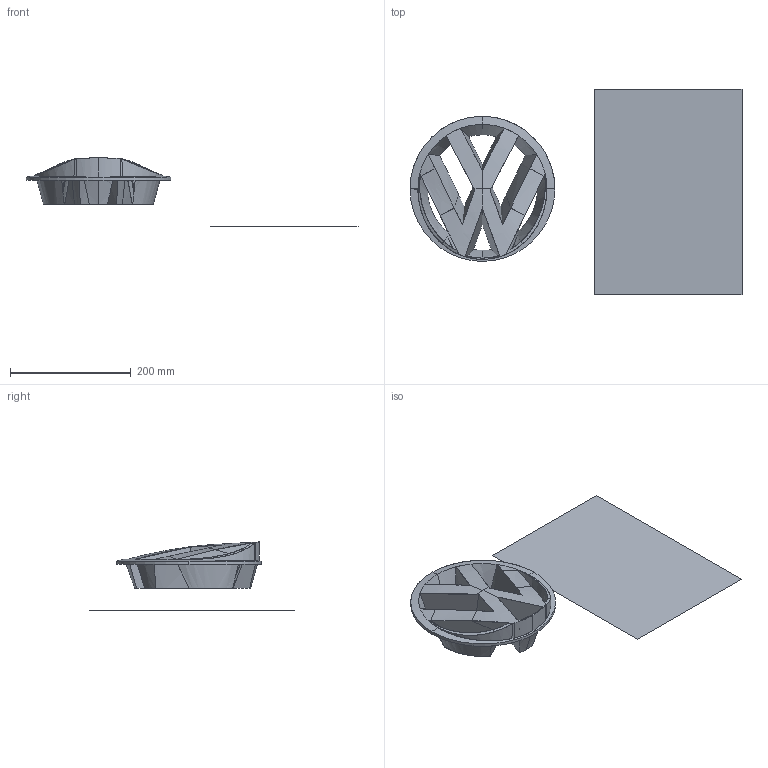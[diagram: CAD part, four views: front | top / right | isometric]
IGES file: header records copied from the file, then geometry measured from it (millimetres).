
Global section: file name: 28HMasa; native system: Rhinoceros ( Aug 25 2020 ); preprocessor: Trout Lake IGES 012 Aug 25 2020; date: 211017.142322; units: millimetre
Bounding box: 549.94 x 339.77 x 112.8 mm (x, y, z)
Surface area: 204376.1 mm2 (no closed solid volume)
Topology: 0 solids, 0 shells, 60 faces, 1354 edges, 1354 vertices
Faces by surface type: bspline 60
